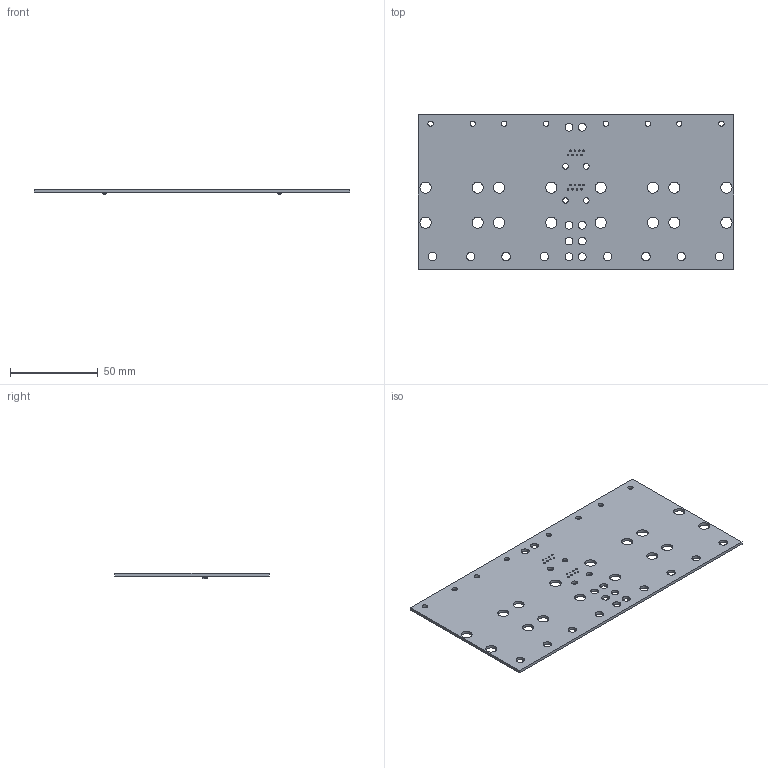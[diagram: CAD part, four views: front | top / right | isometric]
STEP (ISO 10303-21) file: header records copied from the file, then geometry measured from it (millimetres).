
FILE_DESCRIPTION(('KiCad electronic assembly'),'2;1');
FILE_NAME('PDU-Board.step','2019-01-27T21:18:44',('An Author'),( 'A Company'),'Open CASCADE STEP processor 6.8', 'KiCad to STEP converter','Unknown');
FILE_SCHEMA(('AUTOMOTIVE_DESIGN_CC2 { 1 2 10303 214 -1 1 5 4 }'));
Length unit declared in the file: millimetre
Products named in the file (5): Open CASCADE STEP translator 6.8 1; RJ45_8; SOT-23; SOLID; COMPOUND
Assembly tree (6 placements, depth 3):
  Open CASCADE STEP translator 6.8 1
    RJ45_8  x2
    SOT-23  x2
      SOLID
    COMPOUND
Bounding box: 180 x 88 x 3.2 mm (x, y, z)
Volume: 23945.4 mm3; surface area: 31969 mm2
Topology: 3 solids, 3 shells, 224 faces, 582 edges, 364 vertices
Faces by surface type: plane 86, cylinder 84, bspline 54
Full cylindrical faces by diameter (mm): 0.9 x16, 3.048 x8, 3.25 x4, 4.5 x8, 4.826 x8, 6.35 x16
Entity records: 12691 total; most frequent: CARTESIAN_POINT 4208, DIRECTION 1393, ORIENTED_EDGE 774, PCURVE 774, DEFINITIONAL_REPRESENTATION 774, LINE 723, VECTOR 723, EDGE_CURVE 387
